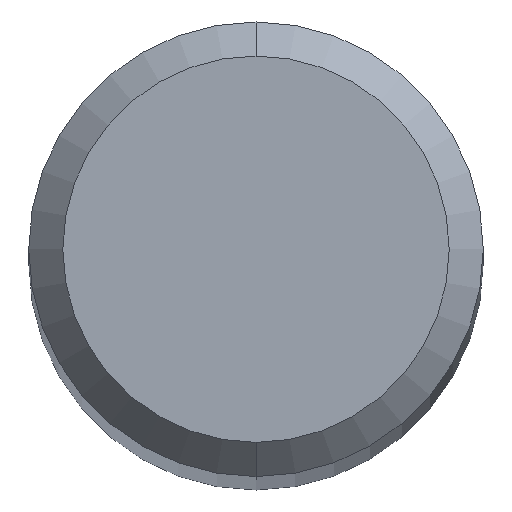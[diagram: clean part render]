
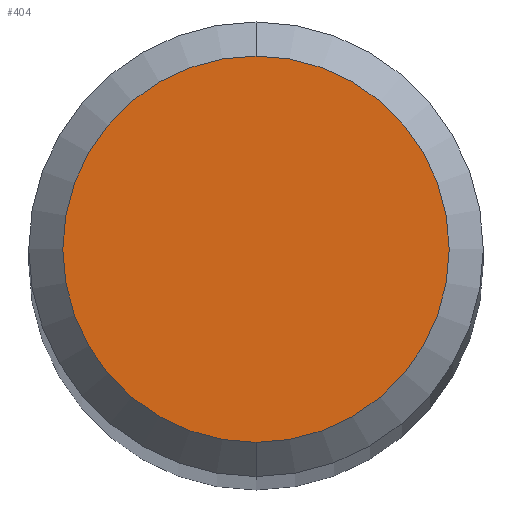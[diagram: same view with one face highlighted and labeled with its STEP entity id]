
A CAD part, top view. The second image highlights one B-rep face of the part: STEP entity #404.
In plain terms, the highlighted planar face has unit normal (0, 0, 1).
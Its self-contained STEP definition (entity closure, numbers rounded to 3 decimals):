
#312=VERTEX_POINT('',#632);
#364=EDGE_CURVE('',#438,#312,#690,.T.);
#370=EDGE_CURVE('',#312,#438,#696,.T.);
#404=ADVANCED_FACE('',(#731),#732,.T.);
#438=VERTEX_POINT('',#768);
#632=CARTESIAN_POINT('',(0.,-1.7,0.0));
#690=CIRCLE('',#1237,1.7);
#696=CIRCLE('',#1246,1.7);
#731=FACE_OUTER_BOUND('',#1304,.T.);
#732=PLANE('',#1305);
#768=CARTESIAN_POINT('',(0.0,1.7,0.0));
#1237=AXIS2_PLACEMENT_3D('',#1690,#1691,#1692);
#1246=AXIS2_PLACEMENT_3D('',#1694,#1695,#1696);
#1304=EDGE_LOOP('',(#1727,#1728));
#1305=AXIS2_PLACEMENT_3D('',#1729,#1730,#1731);
#1690=CARTESIAN_POINT('',(0.0,0.0,0.0));
#1691=DIRECTION('',(0.0,0.0,-1.0));
#1692=DIRECTION('',(0.0,1.0,0.0));
#1694=CARTESIAN_POINT('',(0.0,0.0,0.0));
#1695=DIRECTION('',(0.0,0.0,-1.0));
#1696=DIRECTION('',(0.0,1.0,0.0));
#1727=ORIENTED_EDGE('',*,*,#364,.F.);
#1728=ORIENTED_EDGE('',*,*,#370,.F.);
#1729=CARTESIAN_POINT('',(0.0,0.85,0.0));
#1730=DIRECTION('',(-0.0,0.0,1.0));
#1731=DIRECTION('',(0.0,-1.0,0.0));
